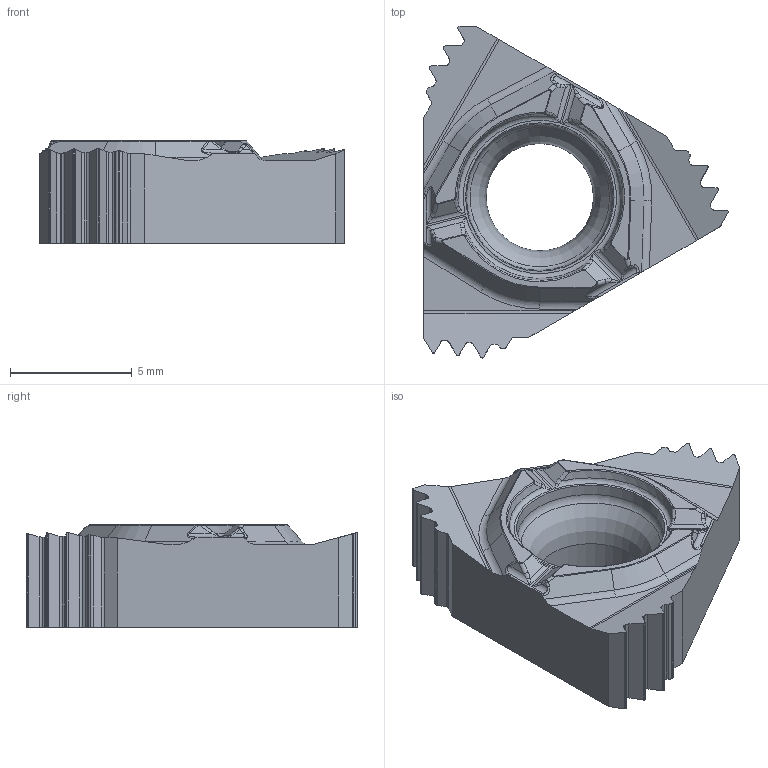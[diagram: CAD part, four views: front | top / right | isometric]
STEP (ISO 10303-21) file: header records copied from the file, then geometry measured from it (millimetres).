
FILE_DESCRIPTION(/* description */ (''),/* implementation_level */ '2;1');
FILE_NAME(/* name */ '1578995243991.stp',/* time_stamp */ '2020-01-14T15:17:39+06:00',/* author */ (''),/* organization */ ('SMS'),/* preprocessor_version */ 'ST-DEVELOPER v16.7',/* originating_system */ 'SIEMENS PLM Software NX 12.0',/* authorisation */ '');
FILE_SCHEMA (('AUTOMOTIVE_DESIGN { 1 0 10303 214 3 1 1 1 }'));
Length unit declared in the file: millimetre
Products named in the file (1): 202471773mod000_00
Bounding box: 12.5 x 13.62 x 4.2 mm (x, y, z)
Volume: 320.2 mm3; surface area: 413.5 mm2
Topology: 1 solids, 1 shells, 258 faces, 669 edges, 415 vertices
Faces by surface type: cylinder 103, plane 80, bspline 51, torus 14, cone 7, sphere 3
Full cylindrical faces by diameter (mm): 4.4 x1
Entity records: 9192 total; most frequent: CARTESIAN_POINT 2967, ORIENTED_EDGE 1324, DIRECTION 1300, EDGE_CURVE 662, AXIS2_PLACEMENT_3D 482, VERTEX_POINT 410, LINE 336, VECTOR 336
